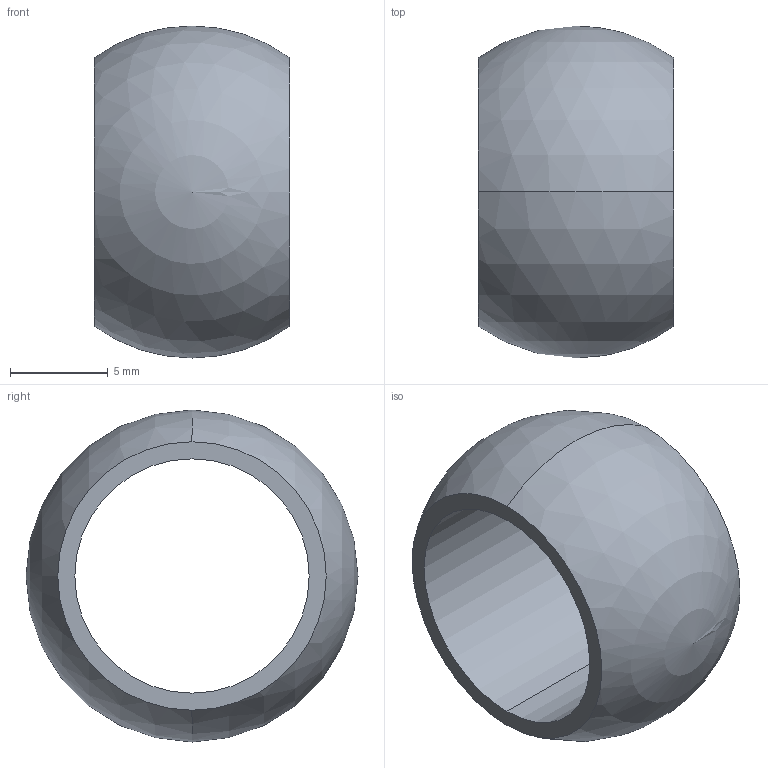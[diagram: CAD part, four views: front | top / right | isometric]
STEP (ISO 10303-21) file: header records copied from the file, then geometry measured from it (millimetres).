
FILE_DESCRIPTION (( 'STEP AP203' ), '1' );
FILE_NAME ('sphere_Défaut_sldprt.STEP', '2019-11-07T15:02:58', ( '' ), ( '' ), 'SwSTEP 2.0', 'SolidWorks 2017', '' );
FILE_SCHEMA (( 'CONFIG_CONTROL_DESIGN' ));
Length unit declared in the file: millimetre
Products named in the file (1): sphere_Défaut_sldprt
Bounding box: 10 x 17 x 17 mm (x, y, z)
Volume: 877 mm3; surface area: 981.7 mm2
Topology: 1 solids, 1 shells, 6 faces, 20 edges, 14 vertices
Faces by surface type: cylinder 2, sphere 2, plane 2
Entity records: 267 total; most frequent: DIRECTION 40, CARTESIAN_POINT 31, ORIENTED_EDGE 28, AXIS2_PLACEMENT_3D 19, EDGE_CURVE 14, CIRCLE 12, VERTEX_POINT 10, PERSON_AND_ORGANIZATION 8
